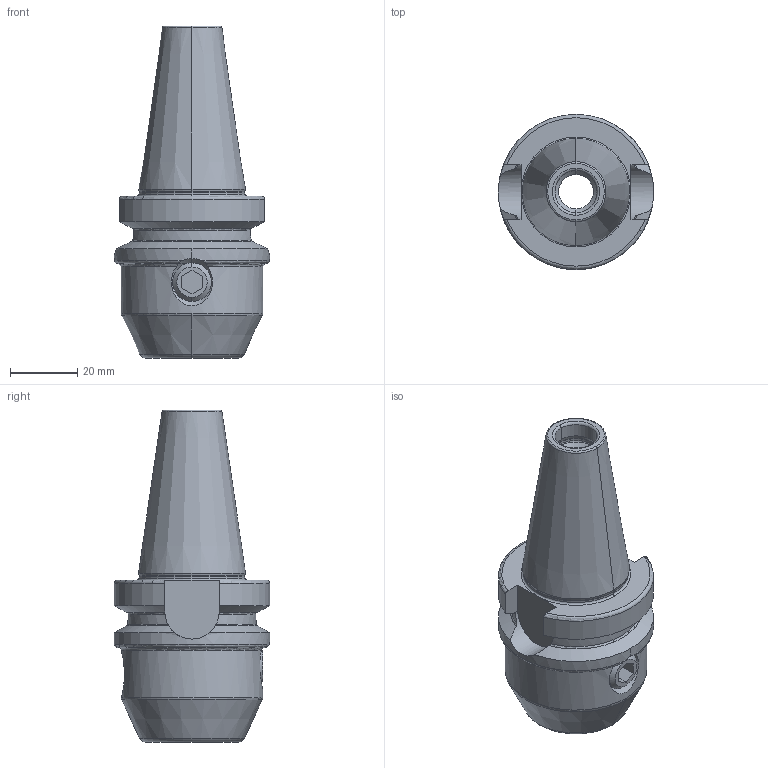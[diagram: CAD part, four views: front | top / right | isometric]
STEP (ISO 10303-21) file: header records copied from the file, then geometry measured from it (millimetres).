
FILE_DESCRIPTION((''),'2;1');
FILE_NAME('305_04_12','2020-07-14T',('104091'),(''),'CREO PARAMETRIC BY PTC INC, 2015290','CREO PARAMETRIC BY PTC INC, 2015290','');
FILE_SCHEMA(('CONFIG_CONTROL_DESIGN'));
Length unit declared in the file: millimetre
Products named in the file (1): 305_04_12
Bounding box: 46 x 46 x 98.4 mm (x, y, z)
Volume: 76547.9 mm3; surface area: 16486.9 mm2
Topology: 1 solids, 1 shells, 93 faces, 231 edges, 142 vertices
Faces by surface type: torus 26, cylinder 24, plane 21, cone 20, sphere 2
Entity records: 3102 total; most frequent: CARTESIAN_POINT 866, DIRECTION 476, ORIENTED_EDGE 458, EDGE_CURVE 229, AXIS2_PLACEMENT_3D 204, VERTEX_POINT 142, CIRCLE 108, EDGE_LOOP 99
